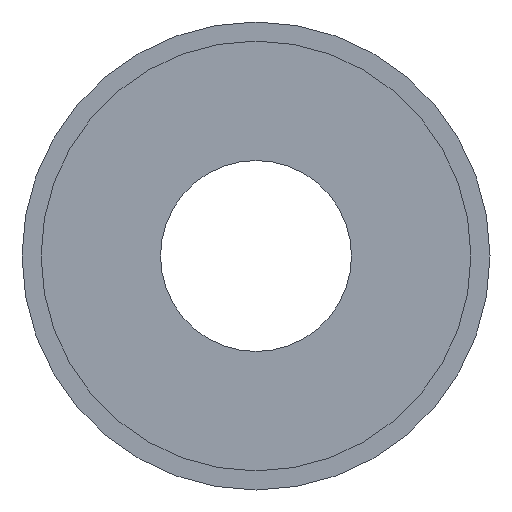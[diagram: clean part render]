
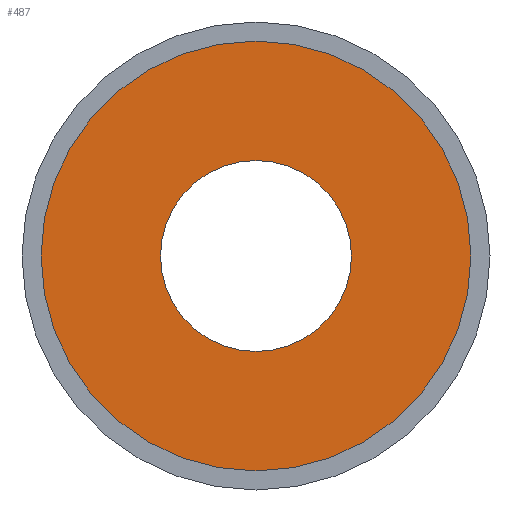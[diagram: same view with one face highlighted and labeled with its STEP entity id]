
A CAD part, front view. The second image highlights one B-rep face of the part: STEP entity #487.
In plain terms, the highlighted planar face has unit normal (0, -1, 0).
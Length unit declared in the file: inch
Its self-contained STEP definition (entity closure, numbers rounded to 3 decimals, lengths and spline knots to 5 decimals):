
#46 = DIRECTION ( 'NONE',  ( 0., 0., 1. ) ) ;
#47 = DIRECTION ( 'NONE',  ( 0., 1., 0. ) ) ;
#48 = DIRECTION ( 'NONE',  ( 0., 1., 0. ) ) ;
#49 = DIRECTION ( 'NONE',  ( 0., 1., 0. ) ) ;
#51 = CARTESIAN_POINT ( 'NONE',  ( 0., 0., 0. ) ) ;
#64 = DIRECTION ( 'NONE',  ( 0., 1., 0. ) ) ;
#66 = CARTESIAN_POINT ( 'NONE',  ( 0., 0., 0. ) ) ;
#67 = DIRECTION ( 'NONE',  ( 0., 0., 1. ) ) ;
#74 = CARTESIAN_POINT ( 'NONE',  ( 0., 0., 0. ) ) ;
#79 = DIRECTION ( 'NONE',  ( 0., 0., 1. ) ) ;
#96 = DIRECTION ( 'NONE',  ( 0., 0., 1. ) ) ;
#115 = CARTESIAN_POINT ( 'NONE',  ( 0., 0., 0.5625 ) ) ;
#117 = CARTESIAN_POINT ( 'NONE',  ( 0., 0., 0.25 ) ) ;
#168 = DIRECTION ( 'NONE',  ( 0., 0., -1. ) ) ;
#170 = PLANE ( 'NONE',  #441 ) ;
#171 = DIRECTION ( 'NONE',  ( 0., -1., 0. ) ) ;
#173 = CARTESIAN_POINT ( 'NONE',  ( 0., 0., 0. ) ) ;
#175 = CARTESIAN_POINT ( 'NONE',  ( 0., 0., -0.5625 ) ) ;
#178 = CARTESIAN_POINT ( 'NONE',  ( 0., 0., -0.25 ) ) ;
#183 = CARTESIAN_POINT ( 'NONE',  ( 0.5625, 0., 0. ) ) ;
#200 = FACE_OUTER_BOUND ( 'NONE', #243, .T. ) ;
#208 = CIRCLE ( 'NONE', #406, 0.5625 ) ;
#211 = CIRCLE ( 'NONE', #404, 0.5625 ) ;
#226 = CIRCLE ( 'NONE', #396, 0.25 ) ;
#243 = EDGE_LOOP ( 'NONE', ( #368, #381 ) ) ;
#247 = FACE_BOUND ( 'NONE', #380, .T. ) ;
#264 = VERTEX_POINT ( 'NONE', #115 ) ;
#300 = CIRCLE ( 'NONE', #395, 0.25 ) ;
#334 = ORIENTED_EDGE ( 'NONE', *, *, #431, .T. ) ;
#359 = VERTEX_POINT ( 'NONE', #178 ) ;
#368 = ORIENTED_EDGE ( 'NONE', *, *, #429, .F. ) ;
#370 = VERTEX_POINT ( 'NONE', #117 ) ;
#372 = ORIENTED_EDGE ( 'NONE', *, *, #435, .T. ) ;
#380 = EDGE_LOOP ( 'NONE', ( #372, #334 ) ) ;
#381 = ORIENTED_EDGE ( 'NONE', *, *, #412, .F. ) ;
#389 = VERTEX_POINT ( 'NONE', #175 ) ;
#395 = AXIS2_PLACEMENT_3D ( 'NONE', #66, #64, #67 ) ;
#396 = AXIS2_PLACEMENT_3D ( 'NONE', #74, #47, #46 ) ;
#404 = AXIS2_PLACEMENT_3D ( 'NONE', #173, #48, #96 ) ;
#406 = AXIS2_PLACEMENT_3D ( 'NONE', #51, #49, #79 ) ;
#412 = EDGE_CURVE ( 'NONE', #389, #264, #211, .T. ) ;
#429 = EDGE_CURVE ( 'NONE', #264, #389, #208, .T. ) ;
#431 = EDGE_CURVE ( 'NONE', #359, #370, #300, .T. ) ;
#435 = EDGE_CURVE ( 'NONE', #370, #359, #226, .T. ) ;
#441 = AXIS2_PLACEMENT_3D ( 'NONE', #183, #171, #168 ) ;
#487 = ADVANCED_FACE ( 'NONE', ( #247, #200 ), #170, .T. ) ;
